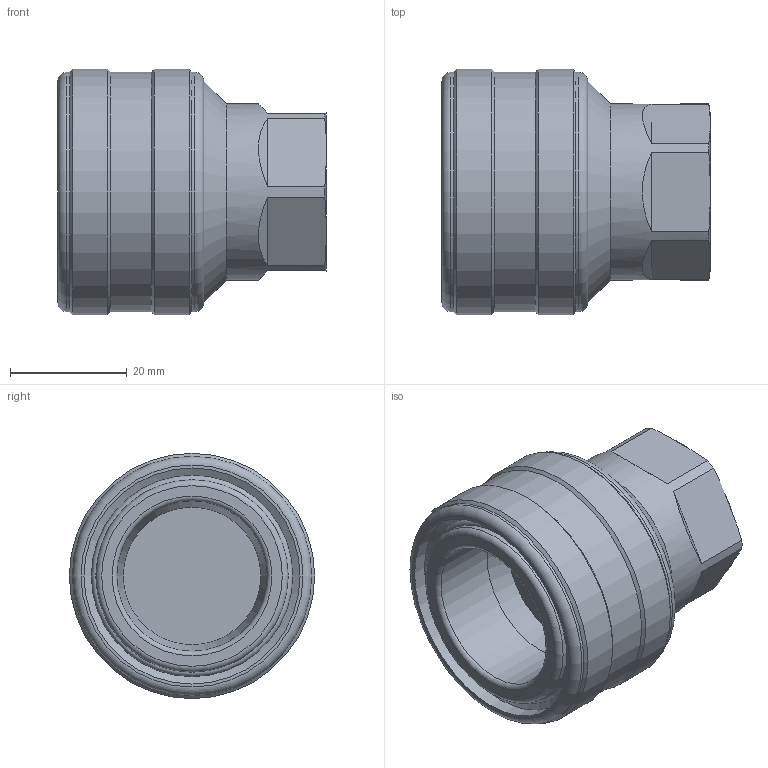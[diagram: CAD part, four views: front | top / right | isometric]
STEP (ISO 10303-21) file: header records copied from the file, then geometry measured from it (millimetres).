
FILE_DESCRIPTION (( 'STEP AP214' ), '1' );
FILE_NAME ('BB13.1103_ICOSJV.STEP', '2016-09-21T15:12:10', ( '' ), ( '' ), 'SwSTEP 2.0', 'SolidWorks 2016', '' );
FILE_SCHEMA (( 'AUTOMOTIVE_DESIGN' ));
Length unit declared in the file: millimetre
Products named in the file (1): BB13.1103_ICOSJV
Bounding box: 46 x 42.08 x 42.08 mm (x, y, z)
Volume: 35866 mm3; surface area: 10203.1 mm2
Topology: 1 solids, 1 shells, 48 faces, 108 edges, 66 vertices
Faces by surface type: plane 24, cylinder 10, cone 8, torus 6
Full cylindrical faces by diameter (mm): 18.6 x1, 25.8 x1, 30.218 x1, 33 x1, 37.077 x1, 41.077 x3, 42.077 x2
Entity records: 1260 total; most frequent: CARTESIAN_POINT 273, DIRECTION 202, ORIENTED_EDGE 164, AXIS2_PLACEMENT_3D 89, EDGE_CURVE 82, EDGE_LOOP 76, VERTEX_POINT 64, FACE_OUTER_BOUND 64
